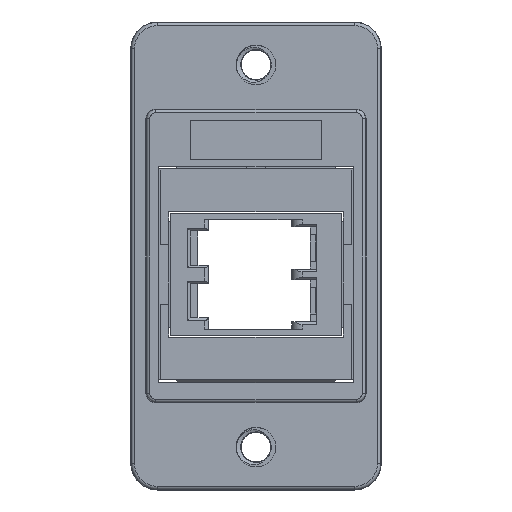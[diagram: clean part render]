
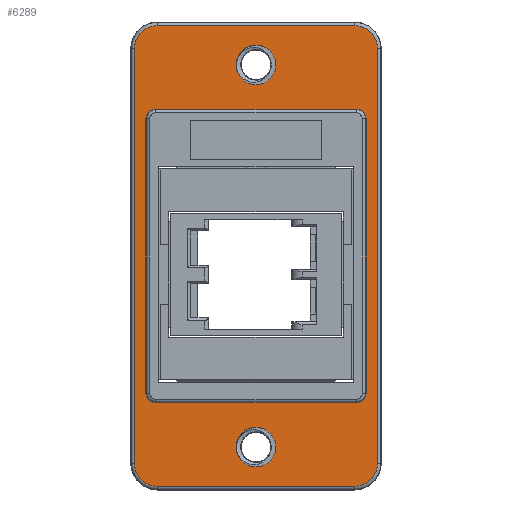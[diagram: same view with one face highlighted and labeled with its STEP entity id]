
A CAD part, front view. The second image highlights one B-rep face of the part: STEP entity #6289.
In plain terms, the highlighted planar face has unit normal (0, -1, 0).
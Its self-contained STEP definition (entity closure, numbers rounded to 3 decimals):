
#59=FACE_BOUND('',#748,.T.);
#60=FACE_BOUND('',#749,.T.);
#61=FACE_BOUND('',#750,.T.);
#108=PLANE('',#6654);
#419=FACE_OUTER_BOUND('',#747,.T.);
#747=EDGE_LOOP('',(#4466,#4467,#4468,#4469,#4470,#4471,#4472,#4473));
#748=EDGE_LOOP('',(#4474,#4475,#4476,#4477,#4478,#4479,#4480,#4481));
#749=EDGE_LOOP('',(#4482));
#750=EDGE_LOOP('',(#4483));
#1010=CIRCLE('',#6566,1.5);
#1012=CIRCLE('',#6571,1.5);
#1030=CIRCLE('',#6618,0.75);
#1031=CIRCLE('',#6621,0.75);
#1035=CIRCLE('',#6629,1.714);
#1039=CIRCLE('',#6635,1.714);
#1043=CIRCLE('',#6641,1.714);
#1047=CIRCLE('',#6647,1.714);
#1050=CIRCLE('',#6655,0.75);
#1051=CIRCLE('',#6656,0.75);
#1264=LINE('',#12265,#1958);
#1267=LINE('',#12273,#1961);
#1277=LINE('',#12299,#1971);
#1278=LINE('',#12310,#1972);
#1280=LINE('',#12322,#1974);
#1282=LINE('',#12334,#1976);
#1291=LINE('',#12359,#1985);
#1292=LINE('',#12363,#1986);
#1958=VECTOR('',#7183,10.);
#1961=VECTOR('',#7192,10.);
#1971=VECTOR('',#7210,10.);
#1972=VECTOR('',#7223,10.);
#1974=VECTOR('',#7237,10.);
#1976=VECTOR('',#7251,10.);
#1985=VECTOR('',#7280,10.);
#1986=VECTOR('',#7283,10.);
#2612=VERTEX_POINT('',#10342);
#2624=VERTEX_POINT('',#11886);
#2696=VERTEX_POINT('',#12257);
#2697=VERTEX_POINT('',#12259);
#2698=VERTEX_POINT('',#12263);
#2699=VERTEX_POINT('',#12267);
#2700=VERTEX_POINT('',#12271);
#2709=VERTEX_POINT('',#12292);
#2712=VERTEX_POINT('',#12297);
#2714=VERTEX_POINT('',#12302);
#2716=VERTEX_POINT('',#12308);
#2718=VERTEX_POINT('',#12314);
#2720=VERTEX_POINT('',#12320);
#2722=VERTEX_POINT('',#12326);
#2724=VERTEX_POINT('',#12332);
#2730=VERTEX_POINT('',#12358);
#2731=VERTEX_POINT('',#12360);
#2732=VERTEX_POINT('',#12362);
#3215=EDGE_CURVE('',#2612,#2612,#1010,.T.);
#3236=EDGE_CURVE('',#2624,#2624,#1012,.T.);
#3342=EDGE_CURVE('',#2696,#2697,#1030,.F.);
#3345=EDGE_CURVE('',#2698,#2696,#1264,.T.);
#3347=EDGE_CURVE('',#2699,#2698,#1031,.F.);
#3349=EDGE_CURVE('',#2700,#2699,#1267,.T.);
#3361=EDGE_CURVE('',#2712,#2709,#1277,.T.);
#3363=EDGE_CURVE('',#2714,#2712,#1035,.T.);
#3366=EDGE_CURVE('',#2716,#2714,#1278,.T.);
#3369=EDGE_CURVE('',#2718,#2716,#1039,.T.);
#3372=EDGE_CURVE('',#2720,#2718,#1280,.T.);
#3375=EDGE_CURVE('',#2722,#2720,#1043,.T.);
#3378=EDGE_CURVE('',#2724,#2722,#1282,.T.);
#3381=EDGE_CURVE('',#2709,#2724,#1047,.T.);
#3391=EDGE_CURVE('',#2697,#2730,#1291,.T.);
#3392=EDGE_CURVE('',#2731,#2700,#1050,.F.);
#3393=EDGE_CURVE('',#2732,#2731,#1292,.T.);
#3394=EDGE_CURVE('',#2730,#2732,#1051,.F.);
#4466=ORIENTED_EDGE('',*,*,#3361,.F.);
#4467=ORIENTED_EDGE('',*,*,#3363,.F.);
#4468=ORIENTED_EDGE('',*,*,#3366,.F.);
#4469=ORIENTED_EDGE('',*,*,#3369,.F.);
#4470=ORIENTED_EDGE('',*,*,#3372,.F.);
#4471=ORIENTED_EDGE('',*,*,#3375,.F.);
#4472=ORIENTED_EDGE('',*,*,#3378,.F.);
#4473=ORIENTED_EDGE('',*,*,#3381,.F.);
#4474=ORIENTED_EDGE('',*,*,#3391,.F.);
#4475=ORIENTED_EDGE('',*,*,#3342,.F.);
#4476=ORIENTED_EDGE('',*,*,#3345,.F.);
#4477=ORIENTED_EDGE('',*,*,#3347,.F.);
#4478=ORIENTED_EDGE('',*,*,#3349,.F.);
#4479=ORIENTED_EDGE('',*,*,#3392,.F.);
#4480=ORIENTED_EDGE('',*,*,#3393,.F.);
#4481=ORIENTED_EDGE('',*,*,#3394,.F.);
#4482=ORIENTED_EDGE('',*,*,#3215,.T.);
#4483=ORIENTED_EDGE('',*,*,#3236,.T.);
#6289=ADVANCED_FACE('',(#419,#59,#60,#61),#108,.T.);
#6566=AXIS2_PLACEMENT_3D('',#10343,#7007,#7008);
#6571=AXIS2_PLACEMENT_3D('',#11887,#7017,#7018);
#6618=AXIS2_PLACEMENT_3D('',#12260,#7177,#7178);
#6621=AXIS2_PLACEMENT_3D('',#12269,#7187,#7188);
#6629=AXIS2_PLACEMENT_3D('',#12304,#7215,#7216);
#6635=AXIS2_PLACEMENT_3D('',#12316,#7229,#7230);
#6641=AXIS2_PLACEMENT_3D('',#12328,#7243,#7244);
#6647=AXIS2_PLACEMENT_3D('',#12338,#7257,#7258);
#6654=AXIS2_PLACEMENT_3D('',#12357,#7278,#7279);
#6655=AXIS2_PLACEMENT_3D('',#12361,#7281,#7282);
#6656=AXIS2_PLACEMENT_3D('',#12364,#7284,#7285);
#7007=DIRECTION('center_axis',(0.,1.,0.));
#7008=DIRECTION('ref_axis',(0.,0.,-1.));
#7017=DIRECTION('center_axis',(0.,1.,0.));
#7018=DIRECTION('ref_axis',(0.,0.,-1.));
#7177=DIRECTION('center_axis',(0.,1.,0.));
#7178=DIRECTION('ref_axis',(0.707,0.,0.707));
#7183=DIRECTION('',(0.,0.,1.));
#7187=DIRECTION('center_axis',(0.,1.,0.));
#7188=DIRECTION('ref_axis',(0.707,0.,-0.707));
#7192=DIRECTION('',(1.,0.,0.));
#7210=DIRECTION('',(-1.,0.,0.));
#7215=DIRECTION('center_axis',(0.,1.,0.));
#7216=DIRECTION('ref_axis',(0.707,0.,-0.707));
#7223=DIRECTION('',(0.,0.,-1.));
#7229=DIRECTION('center_axis',(0.,1.,0.));
#7230=DIRECTION('ref_axis',(0.707,0.,0.707));
#7237=DIRECTION('',(1.,0.,0.));
#7243=DIRECTION('center_axis',(0.,1.,0.));
#7244=DIRECTION('ref_axis',(-0.707,0.,0.707));
#7251=DIRECTION('',(0.,0.,1.));
#7257=DIRECTION('center_axis',(0.,1.,0.));
#7258=DIRECTION('ref_axis',(-0.707,0.,-0.707));
#7278=DIRECTION('center_axis',(0.,-1.,0.));
#7279=DIRECTION('ref_axis',(0.,0.,-1.));
#7280=DIRECTION('',(-1.,0.,0.));
#7281=DIRECTION('center_axis',(0.,1.,0.));
#7282=DIRECTION('ref_axis',(-0.707,0.,-0.707));
#7283=DIRECTION('',(0.,0.,-1.));
#7284=DIRECTION('center_axis',(0.,1.,0.));
#7285=DIRECTION('ref_axis',(-0.707,0.,0.707));
#10342=CARTESIAN_POINT('',(1.5,-2.3,15.9));
#10343=CARTESIAN_POINT('Origin',(0.,-2.3,15.9));
#11886=CARTESIAN_POINT('',(1.5,-2.3,-13.1));
#11887=CARTESIAN_POINT('Origin',(0.,-2.3,-13.1));
#12257=CARTESIAN_POINT('',(8.35,-2.3,11.8));
#12259=CARTESIAN_POINT('',(7.6,-2.3,12.55));
#12260=CARTESIAN_POINT('Origin',(7.6,-2.3,11.8));
#12263=CARTESIAN_POINT('',(8.35,-2.3,-9.));
#12265=CARTESIAN_POINT('',(8.35,-2.3,6.975));
#12267=CARTESIAN_POINT('',(7.6,-2.3,-9.75));
#12269=CARTESIAN_POINT('Origin',(7.6,-2.3,-9.));
#12271=CARTESIAN_POINT('',(-7.6,-2.3,-9.75));
#12273=CARTESIAN_POINT('',(4.175,-2.3,-9.75));
#12292=CARTESIAN_POINT('',(-7.5,-2.3,-16.064));
#12297=CARTESIAN_POINT('',(7.5,-2.3,-16.064));
#12299=CARTESIAN_POINT('',(4.75,-2.3,-16.064));
#12302=CARTESIAN_POINT('',(9.214,-2.3,-14.35));
#12304=CARTESIAN_POINT('Origin',(7.5,-2.3,-14.35));
#12308=CARTESIAN_POINT('',(9.214,-2.3,17.15));
#12310=CARTESIAN_POINT('',(9.214,-2.3,10.275));
#12314=CARTESIAN_POINT('',(7.5,-2.3,18.864));
#12316=CARTESIAN_POINT('Origin',(7.5,-2.3,17.15));
#12320=CARTESIAN_POINT('',(-7.5,-2.3,18.864));
#12322=CARTESIAN_POINT('',(-4.75,-2.3,18.864));
#12326=CARTESIAN_POINT('',(-9.214,-2.3,17.15));
#12328=CARTESIAN_POINT('Origin',(-7.5,-2.3,17.15));
#12332=CARTESIAN_POINT('',(-9.214,-2.3,-14.35));
#12334=CARTESIAN_POINT('',(-9.214,-2.3,-7.475));
#12338=CARTESIAN_POINT('Origin',(-7.5,-2.3,-14.35));
#12357=CARTESIAN_POINT('Origin',(0.,-2.3,
1.4));
#12358=CARTESIAN_POINT('',(-7.6,-2.3,12.55));
#12359=CARTESIAN_POINT('',(-4.175,-2.3,12.55));
#12360=CARTESIAN_POINT('',(-8.35,-2.3,-9.));
#12361=CARTESIAN_POINT('Origin',(-7.6,-2.3,-9.));
#12362=CARTESIAN_POINT('',(-8.35,-2.3,11.8));
#12363=CARTESIAN_POINT('',(-8.35,-2.3,-4.175));
#12364=CARTESIAN_POINT('Origin',(-7.6,-2.3,11.8));
